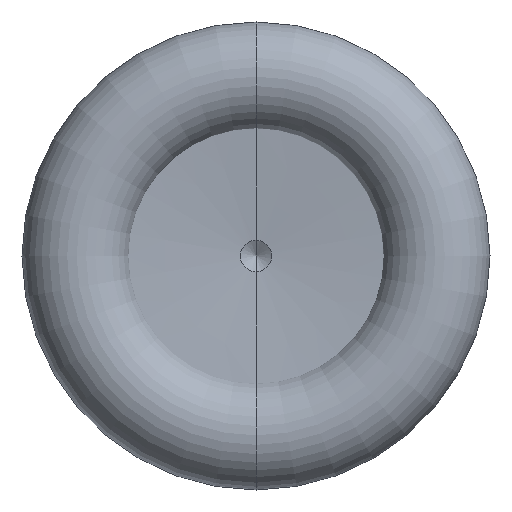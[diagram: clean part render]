
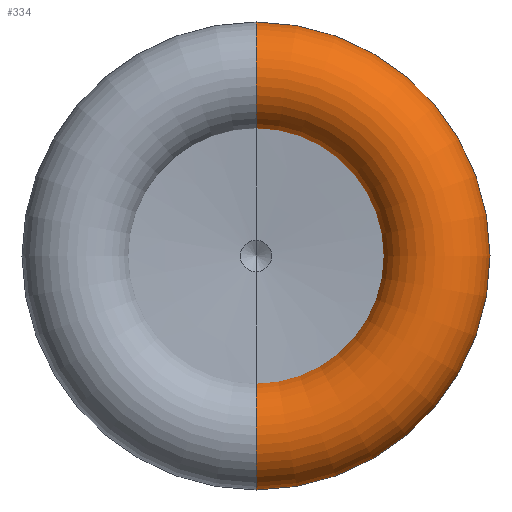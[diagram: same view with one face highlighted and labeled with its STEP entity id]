
A CAD part, front view. The second image highlights one B-rep face of the part: STEP entity #334.
In plain terms, the highlighted toroidal (fillet/blend) face has major radius 11.5 mm and minor radius 3.5 mm.
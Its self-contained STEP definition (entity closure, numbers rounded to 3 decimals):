
#51 = DIRECTION ( 'NONE',  ( -1., 0., 0. ) ) ;
#68 = AXIS2_PLACEMENT_3D ( 'NONE', #540, #941, #959 ) ;
#113 = AXIS2_PLACEMENT_3D ( 'NONE', #479, #1186, #649 ) ;
#165 = VERTEX_POINT ( 'NONE', #423 ) ;
#169 = DIRECTION ( 'NONE',  ( 0., 1., 0. ) ) ;
#175 = DIRECTION ( 'NONE',  ( 0., 0., 1. ) ) ;
#215 = AXIS2_PLACEMENT_3D ( 'NONE', #1178, #169, #175 ) ;
#267 = CIRCLE ( 'NONE', #900, 3.5 ) ;
#269 = TOROIDAL_SURFACE ( 'NONE', #113, 11.5, 3.5 ) ;
#310 = CARTESIAN_POINT ( 'NONE',  ( 0., 3.5, 8. ) ) ;
#334 = ADVANCED_FACE ( 'NONE', ( #1208 ), #269, .T. ) ;
#362 = DIRECTION ( 'NONE',  ( 0., 0., 1. ) ) ;
#423 = CARTESIAN_POINT ( 'NONE',  ( 0., 3.5, 15. ) ) ;
#478 = CARTESIAN_POINT ( 'NONE',  ( 0., 3.5, 11.5 ) ) ;
#479 = CARTESIAN_POINT ( 'NONE',  ( 0., 3.5, 0. ) ) ;
#540 = CARTESIAN_POINT ( 'NONE',  ( 0., 3.5, 0. ) ) ;
#623 = EDGE_CURVE ( 'NONE', #1205, #165, #1248, .T. ) ;
#649 = DIRECTION ( 'NONE',  ( 0., 0., 1. ) ) ;
#659 = ORIENTED_EDGE ( 'NONE', *, *, #665, .F. ) ;
#665 = EDGE_CURVE ( 'NONE', #165, #854, #1021, .T. ) ;
#669 = CARTESIAN_POINT ( 'NONE',  ( 0., 3.5, -8. ) ) ;
#691 = ORIENTED_EDGE ( 'NONE', *, *, #852, .T. ) ;
#758 = DIRECTION ( 'NONE',  ( 0., 0., -1. ) ) ;
#794 = EDGE_LOOP ( 'NONE', ( #659, #974, #899, #691 ) ) ;
#852 = EDGE_CURVE ( 'NONE', #957, #854, #267, .T. ) ;
#854 = VERTEX_POINT ( 'NONE', #1072 ) ;
#865 = DIRECTION ( 'NONE',  ( 1., 0., 0. ) ) ;
#899 = ORIENTED_EDGE ( 'NONE', *, *, #1265, .T. ) ;
#900 = AXIS2_PLACEMENT_3D ( 'NONE', #1078, #865, #758 ) ;
#907 = CIRCLE ( 'NONE', #68, 8. ) ;
#941 = DIRECTION ( 'NONE',  ( 0., 1., 0. ) ) ;
#957 = VERTEX_POINT ( 'NONE', #669 ) ;
#959 = DIRECTION ( 'NONE',  ( 0., 0., 1. ) ) ;
#974 = ORIENTED_EDGE ( 'NONE', *, *, #623, .F. ) ;
#1000 = AXIS2_PLACEMENT_3D ( 'NONE', #478, #51, #362 ) ;
#1021 = CIRCLE ( 'NONE', #215, 15. ) ;
#1072 = CARTESIAN_POINT ( 'NONE',  ( 0., 3.5, -15. ) ) ;
#1078 = CARTESIAN_POINT ( 'NONE',  ( 0., 3.5, -11.5 ) ) ;
#1178 = CARTESIAN_POINT ( 'NONE',  ( 0., 3.5, 0. ) ) ;
#1186 = DIRECTION ( 'NONE',  ( 0., 1., 0. ) ) ;
#1205 = VERTEX_POINT ( 'NONE', #310 ) ;
#1208 = FACE_OUTER_BOUND ( 'NONE', #794, .T. ) ;
#1248 = CIRCLE ( 'NONE', #1000, 3.5 ) ;
#1265 = EDGE_CURVE ( 'NONE', #1205, #957, #907, .T. ) ;
